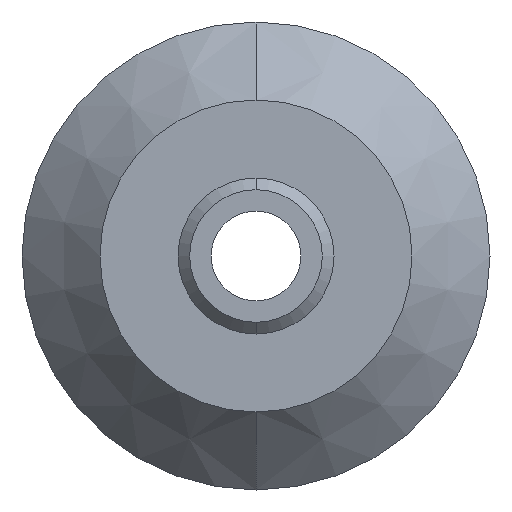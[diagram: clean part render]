
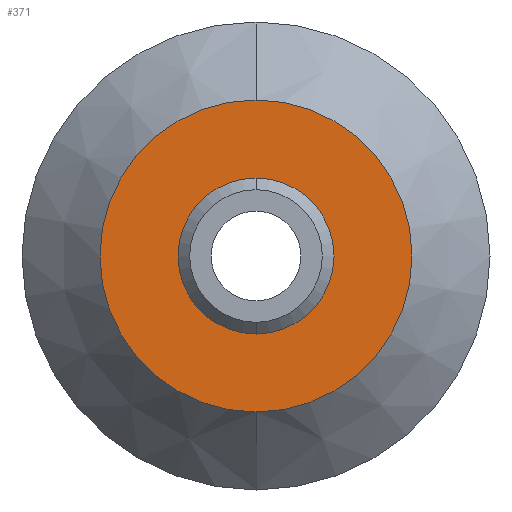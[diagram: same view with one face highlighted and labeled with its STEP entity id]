
A CAD part, front view. The second image highlights one B-rep face of the part: STEP entity #371.
In plain terms, the highlighted planar face has unit normal (0, -1, 0).
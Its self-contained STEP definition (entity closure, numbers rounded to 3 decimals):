
#125 = VERTEX_POINT ( 'NONE', #574 ) ;
#126 = EDGE_CURVE ( 'NONE', #128, #125, #457, .T. ) ;
#128 = VERTEX_POINT ( 'NONE', #450 ) ;
#131 = VERTEX_POINT ( 'NONE', #442 ) ;
#133 = EDGE_CURVE ( 'NONE', #139, #131, #562, .T. ) ;
#139 = VERTEX_POINT ( 'NONE', #481 ) ;
#338 = EDGE_CURVE ( 'NONE', #125, #128, #700, .T. ) ;
#371 = ADVANCED_FACE ( 'NONE', ( #826, #889 ), #888, .T. ) ;
#400 = EDGE_LOOP ( 'NONE', ( #401, #402 ) ) ;
#401 = ORIENTED_EDGE ( 'NONE', *, *, #133, .F. ) ;
#402 = ORIENTED_EDGE ( 'NONE', *, *, #403, .F. ) ;
#403 = EDGE_CURVE ( 'NONE', #131, #139, #865, .T. ) ;
#404 = EDGE_LOOP ( 'NONE', ( #405, #406 ) ) ;
#405 = ORIENTED_EDGE ( 'NONE', *, *, #338, .T. ) ;
#406 = ORIENTED_EDGE ( 'NONE', *, *, #126, .T. ) ;
#442 = CARTESIAN_POINT ( 'NONE',  ( 0., 16., 2. ) ) ;
#450 = CARTESIAN_POINT ( 'NONE',  ( 0., 16., -4. ) ) ;
#453 = DIRECTION ( 'NONE',  ( 0., 0., -1. ) ) ;
#454 = DIRECTION ( 'NONE',  ( 0., -1., 0. ) ) ;
#455 = CARTESIAN_POINT ( 'NONE',  ( 0., 16., 0. ) ) ;
#456 = AXIS2_PLACEMENT_3D ( 'NONE', #455, #454, #453 ) ;
#457 = CIRCLE ( 'NONE', #456, 4. ) ;
#481 = CARTESIAN_POINT ( 'NONE',  ( 0., 16., -2. ) ) ;
#486 = DIRECTION ( 'NONE',  ( 0., 0., -1. ) ) ;
#487 = DIRECTION ( 'NONE',  ( 0., -1., 0. ) ) ;
#560 = CARTESIAN_POINT ( 'NONE',  ( 0., 16., 0. ) ) ;
#561 = AXIS2_PLACEMENT_3D ( 'NONE', #560, #487, #486 ) ;
#562 = CIRCLE ( 'NONE', #561, 2. ) ;
#574 = CARTESIAN_POINT ( 'NONE',  ( 0., 16., 4. ) ) ;
#638 = DIRECTION ( 'NONE',  ( 0., 0., -1. ) ) ;
#698 = DIRECTION ( 'NONE',  ( 0., -1., 0. ) ) ;
#699 = AXIS2_PLACEMENT_3D ( 'NONE', #704, #698, #638 ) ;
#700 = CIRCLE ( 'NONE', #699, 4. ) ;
#704 = CARTESIAN_POINT ( 'NONE',  ( 0., 16., 0. ) ) ;
#826 = FACE_OUTER_BOUND ( 'NONE', #404, .T. ) ;
#861 = DIRECTION ( 'NONE',  ( 0., 0., -1. ) ) ;
#862 = DIRECTION ( 'NONE',  ( 0., -1., 0. ) ) ;
#863 = CARTESIAN_POINT ( 'NONE',  ( 0., 16., 0. ) ) ;
#864 = AXIS2_PLACEMENT_3D ( 'NONE', #863, #862, #861 ) ;
#865 = CIRCLE ( 'NONE', #864, 2. ) ;
#882 = DIRECTION ( 'NONE',  ( 0., 0., -1. ) ) ;
#883 = DIRECTION ( 'NONE',  ( 0., -1., 0. ) ) ;
#884 = CARTESIAN_POINT ( 'NONE',  ( 2., 16., 0. ) ) ;
#885 = AXIS2_PLACEMENT_3D ( 'NONE', #884, #883, #882 ) ;
#888 = PLANE ( 'NONE',  #885 ) ;
#889 = FACE_BOUND ( 'NONE', #400, .T. ) ;
